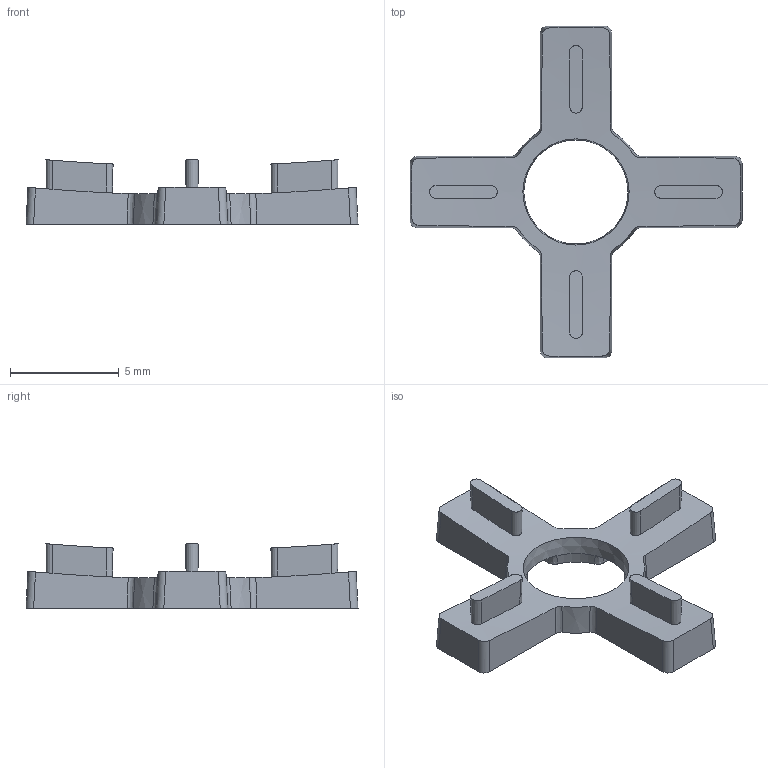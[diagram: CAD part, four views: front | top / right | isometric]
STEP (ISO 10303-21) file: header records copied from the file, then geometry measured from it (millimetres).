
FILE_DESCRIPTION(/* description */ (''),/* implementation_level */ '2;1');
FILE_NAME(/* name */ 'Dpad-Fill.step',/* time_stamp */ '2023-11-09T18:22:31-08:00',/* author */ (''),/* organization */ (''),/* preprocessor_version */ 'ST-DEVELOPER v20',/* originating_system */ 'Autodesk Translation Framework v12.14.0.127',/* authorisation */ '');
FILE_SCHEMA (('AUTOMOTIVE_DESIGN { 1 0 10303 214 3 1 1 }'));
Length unit declared in the file: millimetre
Products named in the file (1): Core
Bounding box: 15.3 x 15.3 x 2.97 mm (x, y, z)
Volume: 105.8 mm3; surface area: 310.9 mm2
Topology: 1 solids, 1 shells, 103 faces, 276 edges, 181 vertices
Faces by surface type: plane 57, cone 17, bspline 16, cylinder 8, sphere 5
Entity records: 4514 total; most frequent: CARTESIAN_POINT 2067, ORIENTED_EDGE 552, DIRECTION 423, EDGE_CURVE 276, VERTEX_POINT 181, AXIS2_PLACEMENT_3D 149, LINE 125, VECTOR 125
